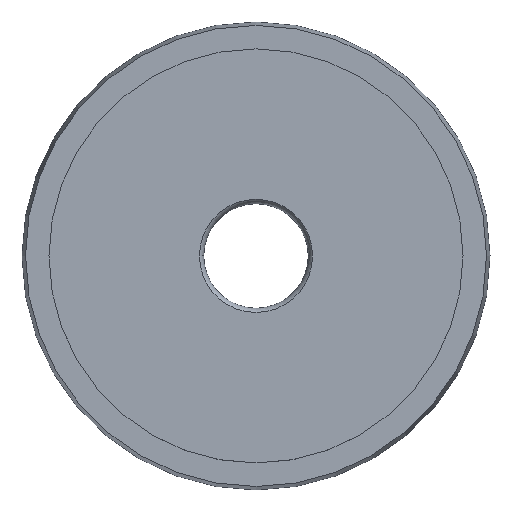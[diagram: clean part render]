
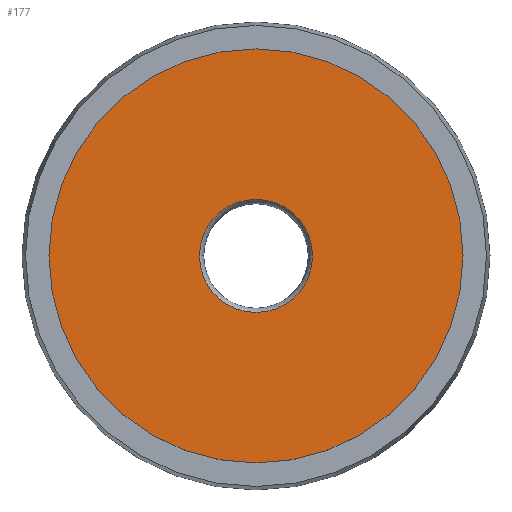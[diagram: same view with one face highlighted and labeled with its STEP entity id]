
A CAD part, top view. The second image highlights one B-rep face of the part: STEP entity #177.
In plain terms, the highlighted planar face has unit normal (0, 0, 1).
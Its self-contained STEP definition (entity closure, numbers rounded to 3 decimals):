
#12 = CIRCLE ( 'NONE', #426, 3.25 ) ;
#26 = DIRECTION ( 'NONE',  ( 0., 0., 1. ) ) ;
#29 = EDGE_LOOP ( 'NONE', ( #407, #368 ) ) ;
#32 = CARTESIAN_POINT ( 'NONE',  ( 0., 0., 0. ) ) ;
#40 = DIRECTION ( 'NONE',  ( 0., 0., 1. ) ) ;
#54 = AXIS2_PLACEMENT_3D ( 'NONE', #32, #381, #436 ) ;
#68 = CARTESIAN_POINT ( 'NONE',  ( 11.9, 0., 0. ) ) ;
#72 = CARTESIAN_POINT ( 'NONE',  ( 0., 0., 0. ) ) ;
#75 = VERTEX_POINT ( 'NONE', #330 ) ;
#149 = ORIENTED_EDGE ( 'NONE', *, *, #262, .T. ) ;
#172 = VERTEX_POINT ( 'NONE', #417 ) ;
#177 = ADVANCED_FACE ( 'NONE', ( #399, #256 ), #525, .F. ) ;
#200 = ORIENTED_EDGE ( 'NONE', *, *, #508, .T. ) ;
#204 = AXIS2_PLACEMENT_3D ( 'NONE', #443, #40, #594 ) ;
#209 = CARTESIAN_POINT ( 'NONE',  ( 0., 0., 0. ) ) ;
#216 = DIRECTION ( 'NONE',  ( 1., 0., 0. ) ) ;
#218 = DIRECTION ( 'NONE',  ( -1., 0., 0. ) ) ;
#247 = VERTEX_POINT ( 'NONE', #316 ) ;
#253 = EDGE_CURVE ( 'NONE', #172, #75, #555, .T. ) ;
#256 = FACE_OUTER_BOUND ( 'NONE', #354, .T. ) ;
#262 = EDGE_CURVE ( 'NONE', #471, #247, #475, .T. ) ;
#316 = CARTESIAN_POINT ( 'NONE',  ( -11.9, 0., 0. ) ) ;
#330 = CARTESIAN_POINT ( 'NONE',  ( 3.25, 0., 0. ) ) ;
#354 = EDGE_LOOP ( 'NONE', ( #149, #200 ) ) ;
#368 = ORIENTED_EDGE ( 'NONE', *, *, #253, .F. ) ;
#381 = DIRECTION ( 'NONE',  ( 0., 0., 1. ) ) ;
#399 = FACE_BOUND ( 'NONE', #29, .T. ) ;
#407 = ORIENTED_EDGE ( 'NONE', *, *, #480, .F. ) ;
#417 = CARTESIAN_POINT ( 'NONE',  ( -3.25, 0., 0. ) ) ;
#420 = DIRECTION ( 'NONE',  ( 0., 0., 1. ) ) ;
#425 = CARTESIAN_POINT ( 'NONE',  ( 0., 0., 0. ) ) ;
#426 = AXIS2_PLACEMENT_3D ( 'NONE', #209, #26, #617 ) ;
#436 = DIRECTION ( 'NONE',  ( 1., 0., 0. ) ) ;
#443 = CARTESIAN_POINT ( 'NONE',  ( 0., 0., 0. ) ) ;
#471 = VERTEX_POINT ( 'NONE', #68 ) ;
#475 = CIRCLE ( 'NONE', #204, 11.9 ) ;
#480 = EDGE_CURVE ( 'NONE', #75, #172, #12, .T. ) ;
#505 = CIRCLE ( 'NONE', #605, 11.9 ) ;
#508 = EDGE_CURVE ( 'NONE', #247, #471, #505, .T. ) ;
#525 = PLANE ( 'NONE',  #645 ) ;
#540 = DIRECTION ( 'NONE',  ( 0., 0., -1. ) ) ;
#555 = CIRCLE ( 'NONE', #54, 3.25 ) ;
#594 = DIRECTION ( 'NONE',  ( 1., 0., 0. ) ) ;
#605 = AXIS2_PLACEMENT_3D ( 'NONE', #72, #420, #216 ) ;
#617 = DIRECTION ( 'NONE',  ( 1., 0., 0. ) ) ;
#645 = AXIS2_PLACEMENT_3D ( 'NONE', #425, #540, #218 ) ;
